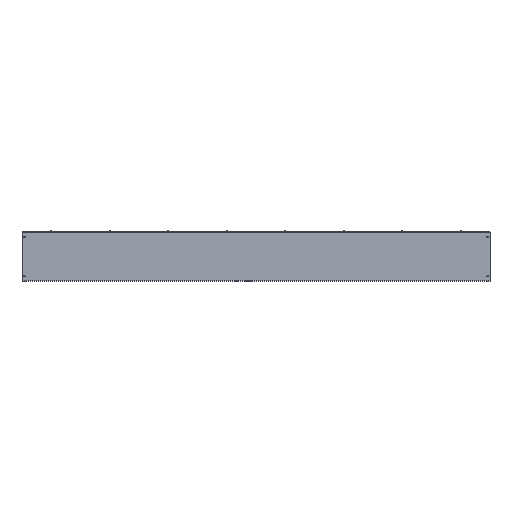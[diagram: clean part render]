
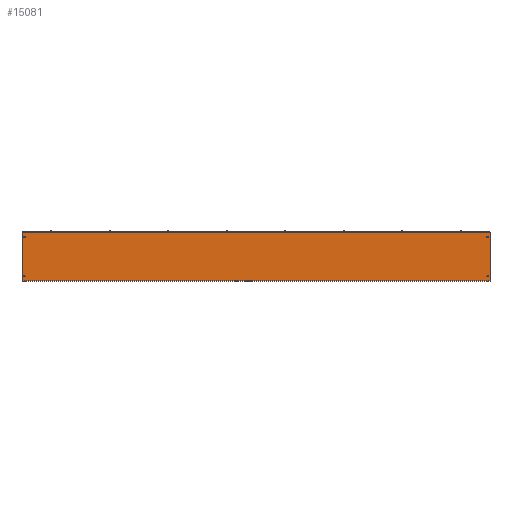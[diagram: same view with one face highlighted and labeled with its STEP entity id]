
A CAD part, left-side view. The second image highlights one B-rep face of the part: STEP entity #15081.
In plain terms, the highlighted planar face has unit normal (-1, 0, 0).
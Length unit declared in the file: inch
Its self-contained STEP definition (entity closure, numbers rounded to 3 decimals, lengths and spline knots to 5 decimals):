
#73 = CARTESIAN_POINT ( 'NONE',  ( -5.072, 47.5, 9.072 ) ) ;
#254 = DIRECTION ( 'NONE',  ( 0., 0., 1. ) ) ;
#374 = EDGE_CURVE ( 'NONE', #1432, #19427, #2234, .T. ) ;
#468 = EDGE_CURVE ( 'NONE', #11371, #12722, #9109, .T. ) ;
#955 = CARTESIAN_POINT ( 'NONE',  ( -5.072, 47.5, 1. ) ) ;
#1432 = VERTEX_POINT ( 'NONE', #7613 ) ;
#1459 = EDGE_CURVE ( 'NONE', #14193, #12722, #4433, .T. ) ;
#1638 = ORIENTED_EDGE ( 'NONE', *, *, #18374, .T. ) ;
#1725 = ORIENTED_EDGE ( 'NONE', *, *, #4880, .T. ) ;
#2097 = CARTESIAN_POINT ( 'NONE',  ( -5.072, -47.5, 9.072 ) ) ;
#2107 = CARTESIAN_POINT ( 'NONE',  ( -5.072, 48., 0.0625 ) ) ;
#2191 = DIRECTION ( 'NONE',  ( 1., 0., 0. ) ) ;
#2222 = DIRECTION ( 'NONE',  ( 0., 0., 1. ) ) ;
#2224 = EDGE_LOOP ( 'NONE', ( #1638, #15433 ) ) ;
#2234 = CIRCLE ( 'NONE', #8718, 0.133 ) ;
#2261 = VERTEX_POINT ( 'NONE', #16982 ) ;
#2404 = EDGE_LOOP ( 'NONE', ( #3608, #17955 ) ) ;
#2509 = DIRECTION ( 'NONE',  ( 0., 0., 1. ) ) ;
#2621 = CIRCLE ( 'NONE', #15272, 0.133 ) ;
#2625 = CIRCLE ( 'NONE', #17546, 0.133 ) ;
#2728 = ORIENTED_EDGE ( 'NONE', *, *, #8420, .T. ) ;
#3038 = CARTESIAN_POINT ( 'NONE',  ( -5.072, -47.5, 1. ) ) ;
#3524 = VERTEX_POINT ( 'NONE', #7112 ) ;
#3608 = ORIENTED_EDGE ( 'NONE', *, *, #5987, .T. ) ;
#3611 = AXIS2_PLACEMENT_3D ( 'NONE', #15721, #17826, #9422 ) ;
#3822 = FACE_BOUND ( 'NONE', #2404, .T. ) ;
#4433 = LINE ( 'NONE', #10640, #14549 ) ;
#4880 = EDGE_CURVE ( 'NONE', #3524, #2261, #9708, .T. ) ;
#5120 = DIRECTION ( 'NONE',  ( 1., 0., 0. ) ) ;
#5142 = AXIS2_PLACEMENT_3D ( 'NONE', #2107, #6781, #2509 ) ;
#5281 = LINE ( 'NONE', #17686, #17608 ) ;
#5352 = FACE_OUTER_BOUND ( 'NONE', #10637, .T. ) ;
#5482 = AXIS2_PLACEMENT_3D ( 'NONE', #5758, #17867, #14821 ) ;
#5611 = ORIENTED_EDGE ( 'NONE', *, *, #15415, .T. ) ;
#5758 = CARTESIAN_POINT ( 'NONE',  ( -5.072, 47.5, 1. ) ) ;
#5987 = EDGE_CURVE ( 'NONE', #15425, #13922, #2621, .T. ) ;
#6047 = CARTESIAN_POINT ( 'NONE',  ( -5.072, 48., 0.072 ) ) ;
#6520 = EDGE_CURVE ( 'NONE', #12201, #17776, #18210, .T. ) ;
#6555 = CARTESIAN_POINT ( 'NONE',  ( -5.072, -48., 0.108 ) ) ;
#6781 = DIRECTION ( 'NONE',  ( -1., 0., 0. ) ) ;
#6830 = EDGE_LOOP ( 'NONE', ( #10593, #17891 ) ) ;
#6978 = CARTESIAN_POINT ( 'NONE',  ( -5.072, -47.5, 9.205 ) ) ;
#7112 = CARTESIAN_POINT ( 'NONE',  ( -5.072, 47.5, 1.133 ) ) ;
#7328 = EDGE_CURVE ( 'NONE', #13922, #15425, #11073, .T. ) ;
#7405 = CARTESIAN_POINT ( 'NONE',  ( -5.072, -47.5, 1.133 ) ) ;
#7613 = CARTESIAN_POINT ( 'NONE',  ( -5.072, -47.5, 0.867 ) ) ;
#8244 = CARTESIAN_POINT ( 'NONE',  ( -5.072, 48., 9.964 ) ) ;
#8420 = EDGE_CURVE ( 'NONE', #14193, #9490, #10096, .T. ) ;
#8718 = AXIS2_PLACEMENT_3D ( 'NONE', #11856, #2191, #14913 ) ;
#8854 = CARTESIAN_POINT ( 'NONE',  ( -5.072, 47.5, 9.205 ) ) ;
#9109 = LINE ( 'NONE', #6047, #15844 ) ;
#9422 = DIRECTION ( 'NONE',  ( 0., 0., 1. ) ) ;
#9490 = VERTEX_POINT ( 'NONE', #19747 ) ;
#9708 = CIRCLE ( 'NONE', #5482, 0.133 ) ;
#9757 = CIRCLE ( 'NONE', #12668, 0.133 ) ;
#9920 = CARTESIAN_POINT ( 'NONE',  ( -5.072, 48., 0.108 ) ) ;
#10096 = LINE ( 'NONE', #17618, #19552 ) ;
#10593 = ORIENTED_EDGE ( 'NONE', *, *, #6520, .T. ) ;
#10637 = EDGE_LOOP ( 'NONE', ( #17711, #19024, #2728, #12292 ) ) ;
#10640 = CARTESIAN_POINT ( 'NONE',  ( -5.072, -48., 0.108 ) ) ;
#11073 = CIRCLE ( 'NONE', #3611, 0.133 ) ;
#11371 = VERTEX_POINT ( 'NONE', #8244 ) ;
#11856 = CARTESIAN_POINT ( 'NONE',  ( -5.072, -47.5, 1. ) ) ;
#11862 = FACE_BOUND ( 'NONE', #2224, .T. ) ;
#11914 = DIRECTION ( 'NONE',  ( 0., 0., 1. ) ) ;
#12201 = VERTEX_POINT ( 'NONE', #8854 ) ;
#12237 = DIRECTION ( 'NONE',  ( 0., 0., -1. ) ) ;
#12292 = ORIENTED_EDGE ( 'NONE', *, *, #15997, .T. ) ;
#12668 = AXIS2_PLACEMENT_3D ( 'NONE', #73, #16406, #11914 ) ;
#12722 = VERTEX_POINT ( 'NONE', #9920 ) ;
#13173 = FACE_BOUND ( 'NONE', #6830, .T. ) ;
#13800 = DIRECTION ( 'NONE',  ( 0., 1., 0. ) ) ;
#13804 = DIRECTION ( 'NONE',  ( 0., 0., 1. ) ) ;
#13922 = VERTEX_POINT ( 'NONE', #17522 ) ;
#14193 = VERTEX_POINT ( 'NONE', #6555 ) ;
#14549 = VECTOR ( 'NONE', #13800, 39.37008 ) ;
#14656 = CARTESIAN_POINT ( 'NONE',  ( -5.072, 47.5, 8.939 ) ) ;
#14729 = AXIS2_PLACEMENT_3D ( 'NONE', #955, #5120, #19159 ) ;
#14821 = DIRECTION ( 'NONE',  ( 0., 0., 1. ) ) ;
#14913 = DIRECTION ( 'NONE',  ( 0., 0., 1. ) ) ;
#15081 = ADVANCED_FACE ( 'NONE', ( #5352, #11862, #3822, #16127, #13173 ), #18067, .T. ) ;
#15272 = AXIS2_PLACEMENT_3D ( 'NONE', #2097, #15724, #254 ) ;
#15283 = EDGE_LOOP ( 'NONE', ( #1725, #5611 ) ) ;
#15415 = EDGE_CURVE ( 'NONE', #2261, #3524, #17968, .T. ) ;
#15425 = VERTEX_POINT ( 'NONE', #6978 ) ;
#15433 = ORIENTED_EDGE ( 'NONE', *, *, #374, .T. ) ;
#15721 = CARTESIAN_POINT ( 'NONE',  ( -5.072, -47.5, 9.072 ) ) ;
#15724 = DIRECTION ( 'NONE',  ( 1., 0., 0. ) ) ;
#15844 = VECTOR ( 'NONE', #12237, 39.37008 ) ;
#15997 = EDGE_CURVE ( 'NONE', #9490, #11371, #5281, .T. ) ;
#16054 = CARTESIAN_POINT ( 'NONE',  ( -5.072, 47.5, 9.072 ) ) ;
#16127 = FACE_BOUND ( 'NONE', #15283, .T. ) ;
#16406 = DIRECTION ( 'NONE',  ( 1., 0., 0. ) ) ;
#16587 = AXIS2_PLACEMENT_3D ( 'NONE', #16054, #19201, #2222 ) ;
#16849 = DIRECTION ( 'NONE',  ( 1., 0., 0. ) ) ;
#16982 = CARTESIAN_POINT ( 'NONE',  ( -5.072, 47.5, 0.867 ) ) ;
#17522 = CARTESIAN_POINT ( 'NONE',  ( -5.072, -47.5, 8.939 ) ) ;
#17546 = AXIS2_PLACEMENT_3D ( 'NONE', #3038, #16849, #13804 ) ;
#17608 = VECTOR ( 'NONE', #19314, 39.37008 ) ;
#17618 = CARTESIAN_POINT ( 'NONE',  ( -5.072, -48., 0.072 ) ) ;
#17686 = CARTESIAN_POINT ( 'NONE',  ( -5.072, 48., 9.964 ) ) ;
#17711 = ORIENTED_EDGE ( 'NONE', *, *, #468, .T. ) ;
#17713 = DIRECTION ( 'NONE',  ( 0., 0., 1. ) ) ;
#17776 = VERTEX_POINT ( 'NONE', #14656 ) ;
#17826 = DIRECTION ( 'NONE',  ( 1., 0., 0. ) ) ;
#17867 = DIRECTION ( 'NONE',  ( 1., 0., 0. ) ) ;
#17891 = ORIENTED_EDGE ( 'NONE', *, *, #18434, .T. ) ;
#17955 = ORIENTED_EDGE ( 'NONE', *, *, #7328, .T. ) ;
#17968 = CIRCLE ( 'NONE', #14729, 0.133 ) ;
#18067 = PLANE ( 'NONE',  #5142 ) ;
#18210 = CIRCLE ( 'NONE', #16587, 0.133 ) ;
#18374 = EDGE_CURVE ( 'NONE', #19427, #1432, #2625, .T. ) ;
#18434 = EDGE_CURVE ( 'NONE', #17776, #12201, #9757, .T. ) ;
#19024 = ORIENTED_EDGE ( 'NONE', *, *, #1459, .F. ) ;
#19159 = DIRECTION ( 'NONE',  ( 0., 0., 1. ) ) ;
#19201 = DIRECTION ( 'NONE',  ( 1., 0., 0. ) ) ;
#19314 = DIRECTION ( 'NONE',  ( 0., 1., 0. ) ) ;
#19427 = VERTEX_POINT ( 'NONE', #7405 ) ;
#19552 = VECTOR ( 'NONE', #17713, 39.37008 ) ;
#19747 = CARTESIAN_POINT ( 'NONE',  ( -5.072, -48., 9.964 ) ) ;
